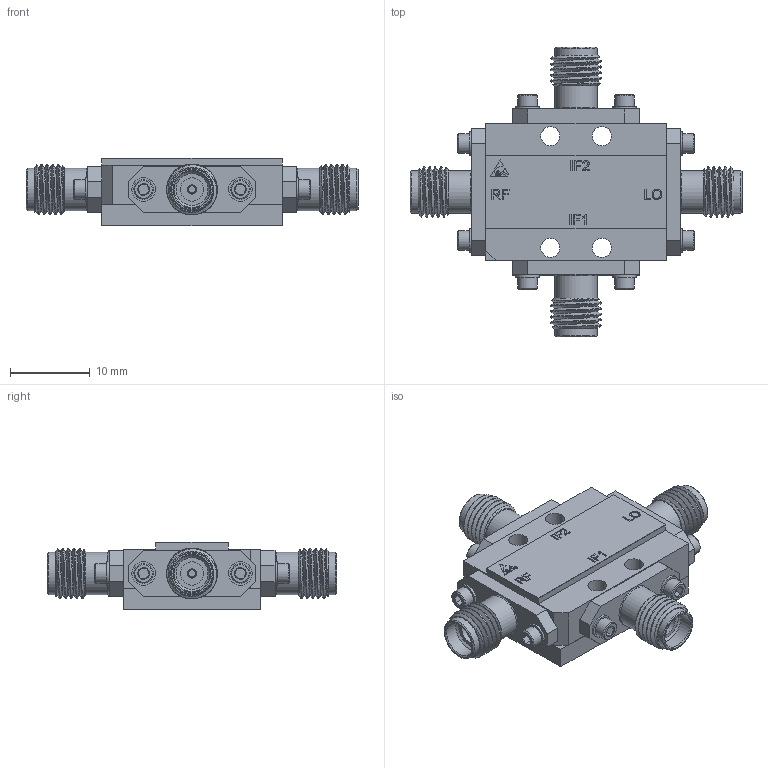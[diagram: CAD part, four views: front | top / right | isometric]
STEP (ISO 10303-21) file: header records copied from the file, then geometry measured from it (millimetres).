
FILE_DESCRIPTION (( 'STEP AP203' ), '1' );
FILE_NAME ('FMMX9006_3D.step', '2021-09-12T16:33:07', ( '' ), ( '' ), 'SwSTEP 2.0', 'SolidWorks 2021', '' );
FILE_SCHEMA (( 'CONFIG_CONTROL_DESIGN' ));
Length unit declared in the file: inch
Products named in the file (1): FMMX9006_3D
Bounding box: 41.66 x 36.32 x 8.51 mm (x, y, z)
Volume: 4208 mm3; surface area: 4315.1 mm2
Topology: 2 solids, 18 shells, 638 faces, 1495 edges, 960 vertices
Faces by surface type: plane 355, cylinder 117, cone 92, bspline 70, torus 4
Full cylindrical faces by diameter (mm): 0.914 x4, 1.016 x8, 1.168 x4, 1.27 x4, 1.524 x24, 1.854 x8, 2.388 x8, 2.438 x8, 2.92 x4, 2.946 x8, 4.521 x4, 5.08 x4, 5.334 x8
Entity records: 27590 total; most frequent: CARTESIAN_POINT 14880, ORIENTED_EDGE 2502, DIRECTION 2391, EDGE_CURVE 1251, AXIS2_PLACEMENT_3D 863, VERTEX_POINT 852, EDGE_LOOP 833, FACE_OUTER_BOUND 698
